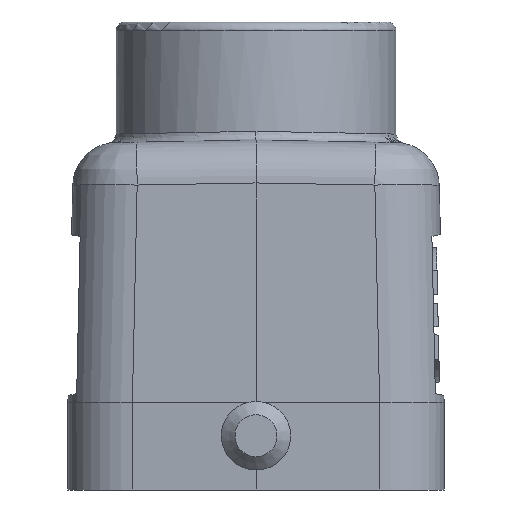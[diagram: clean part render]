
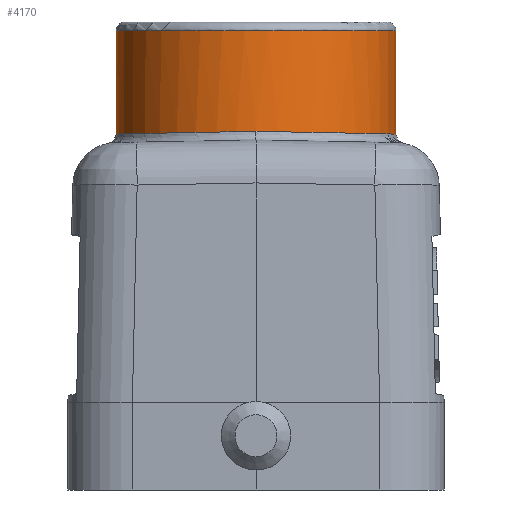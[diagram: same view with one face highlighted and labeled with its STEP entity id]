
A CAD part, left-side view. The second image highlights one B-rep face of the part: STEP entity #4170.
In plain terms, the highlighted cylindrical face has radius 16 mm (diameter 32 mm), a full revolution.
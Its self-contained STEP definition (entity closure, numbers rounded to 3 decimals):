
#4092=CARTESIAN_POINT('',(0.,0.,29.35));
#4093=DIRECTION('',(0.0,0.0,1.0));
#4094=DIRECTION('',(0.0,1.0,0.0));
#4095=AXIS2_PLACEMENT_3D('',#4092,#4093,#4094);
#4096=CYLINDRICAL_SURFACE('',#4095,16.0);
#4097=CARTESIAN_POINT('',(0.,-16.0,43.35));
#4098=VERTEX_POINT('',#4097);
#4099=CARTESIAN_POINT('',(0.,0.,43.35));
#4100=DIRECTION('',(0.0,0.0,-1.0));
#4101=DIRECTION('',(0.0,-1.0,0.0));
#4102=AXIS2_PLACEMENT_3D('',#4099,#4100,#4101);
#4103=CIRCLE('',#4102,16.0);
#4104=EDGE_CURVE('',#4098,#4098,#4103,.T.);
#4105=ORIENTED_EDGE('',*,*,#4104,.T.);
#4106=EDGE_LOOP('',(#4105));
#4107=FACE_OUTER_BOUND('',#4106,.T.);
#4108=CARTESIAN_POINT('',(5.243,-15.117,31.57));
#4109=VERTEX_POINT('',#4108);
#4110=CARTESIAN_POINT('',(16.0,0.,31.85));
#4111=VERTEX_POINT('',#4110);
#4112=CARTESIAN_POINT('',(0.,0.,31.85));
#4113=DIRECTION('',(0.,-0.019,1.));
#4114=DIRECTION('',(0.,1.,0.019));
#4115=AXIS2_PLACEMENT_3D('',#4112,#4113,#4114);
#4116=ELLIPSE('',#4115,16.003,16.0);
#4117=EDGE_CURVE('',#4109,#4111,#4116,.T.);
#4118=ORIENTED_EDGE('',*,*,#4117,.T.);
#4119=CARTESIAN_POINT('',(5.243,15.117,31.57));
#4120=VERTEX_POINT('',#4119);
#4121=CARTESIAN_POINT('',(0.,0.,31.85));
#4122=DIRECTION('',(0.,0.019,1.));
#4123=DIRECTION('',(0.,-1.,0.019));
#4124=AXIS2_PLACEMENT_3D('',#4121,#4122,#4123);
#4125=ELLIPSE('',#4124,16.003,16.0);
#4126=EDGE_CURVE('',#4111,#4120,#4125,.T.);
#4127=ORIENTED_EDGE('',*,*,#4126,.T.);
#4128=CARTESIAN_POINT('',(-5.243,15.117,31.57));
#4129=VERTEX_POINT('',#4128);
#4130=CARTESIAN_POINT('',(5.243,15.117,31.57));
#4131=CARTESIAN_POINT('',(3.545,15.706,31.559));
#4132=CARTESIAN_POINT('',(1.798,16.,31.479));
#4133=CARTESIAN_POINT('',(0.001,16.,31.479));
#4134=CARTESIAN_POINT('',(-1.797,16.,31.479));
#4135=CARTESIAN_POINT('',(-3.545,15.706,31.559));
#4136=CARTESIAN_POINT('',(-5.243,15.117,31.57));
#4137=B_SPLINE_CURVE_WITH_KNOTS('',3,(#4130,#4131,#4132,#4133,#4134,#4135,#4136),.UNSPECIFIED.,.F.,.U.,(4,3,4),(0.0,0.5,1.0),.UNSPECIFIED.);
#4138=EDGE_CURVE('',#4120,#4129,#4137,.T.);
#4139=ORIENTED_EDGE('',*,*,#4138,.T.);
#4140=CARTESIAN_POINT('',(-16.,0.,31.85));
#4141=VERTEX_POINT('',#4140);
#4142=CARTESIAN_POINT('',(0.,0.,31.85));
#4143=DIRECTION('',(0.,0.019,1.));
#4144=DIRECTION('',(0.,-1.,0.019));
#4145=AXIS2_PLACEMENT_3D('',#4142,#4143,#4144);
#4146=ELLIPSE('',#4145,16.003,16.0);
#4147=EDGE_CURVE('',#4129,#4141,#4146,.T.);
#4148=ORIENTED_EDGE('',*,*,#4147,.T.);
#4149=CARTESIAN_POINT('',(-5.243,-15.117,31.57));
#4150=VERTEX_POINT('',#4149);
#4151=CARTESIAN_POINT('',(0.,0.,31.85));
#4152=DIRECTION('',(0.,-0.019,1.));
#4153=DIRECTION('',(0.,1.,0.019));
#4154=AXIS2_PLACEMENT_3D('',#4151,#4152,#4153);
#4155=ELLIPSE('',#4154,16.003,16.0);
#4156=EDGE_CURVE('',#4141,#4150,#4155,.T.);
#4157=ORIENTED_EDGE('',*,*,#4156,.T.);
#4158=CARTESIAN_POINT('',(-5.243,-15.117,31.57));
#4159=CARTESIAN_POINT('',(-3.545,-15.706,31.559));
#4160=CARTESIAN_POINT('',(-1.798,-16.,31.479));
#4161=CARTESIAN_POINT('',(-0.001,-16.,31.479));
#4162=CARTESIAN_POINT('',(1.797,-16.,31.479));
#4163=CARTESIAN_POINT('',(3.545,-15.706,31.559));
#4164=CARTESIAN_POINT('',(5.243,-15.117,31.57));
#4165=B_SPLINE_CURVE_WITH_KNOTS('',3,(#4158,#4159,#4160,#4161,#4162,#4163,#4164),.UNSPECIFIED.,.F.,.U.,(4,3,4),(0.0,0.5,1.0),.UNSPECIFIED.);
#4166=EDGE_CURVE('',#4150,#4109,#4165,.T.);
#4167=ORIENTED_EDGE('',*,*,#4166,.T.);
#4168=EDGE_LOOP('',(#4118,#4127,#4139,#4148,#4157,#4167));
#4169=FACE_BOUND('',#4168,.T.);
#4170=ADVANCED_FACE('',(#4107,#4169),#4096,.T.);
